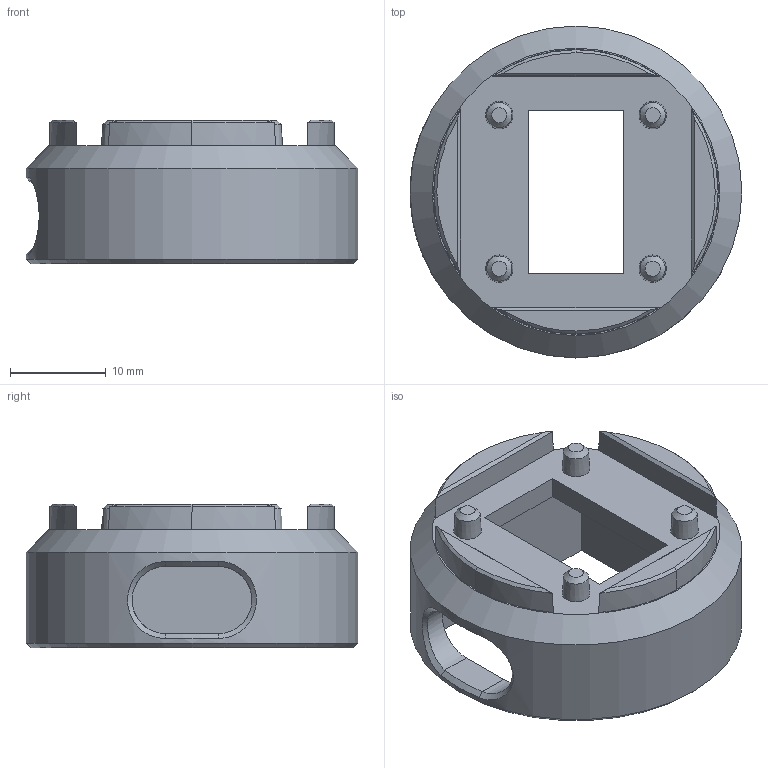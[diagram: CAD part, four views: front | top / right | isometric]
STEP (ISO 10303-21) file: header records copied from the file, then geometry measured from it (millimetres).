
FILE_DESCRIPTION(('FreeCAD Model'),'2;1');
FILE_NAME('Open CASCADE Shape Model','2025-08-30T10:59:58',(''),(''), 'Open CASCADE STEP processor 7.9','FreeCAD','Unknown');
FILE_SCHEMA(('AUTOMOTIVE_DESIGN { 1 0 10303 214 1 1 1 1 }'));
Length unit declared in the file: millimetre
Products named in the file (1): Body
Bounding box: 34.6 x 34.6 x 15 mm (x, y, z)
Volume: 6705.1 mm3; surface area: 4010.6 mm2
Topology: 1 solids, 1 shells, 66 faces, 140 edges, 85 vertices
Faces by surface type: bspline 26, plane 25, cone 12, cylinder 3
Full cylindrical faces by diameter (mm): 34.6 x1
Entity records: 2388 total; most frequent: CARTESIAN_POINT 1139, ORIENTED_EDGE 280, DIRECTION 176, EDGE_CURVE 140, VERTEX_POINT 85, FACE_BOUND 79, EDGE_LOOP 79, B_SPLINE_CURVE_WITH_KNOTS 69
